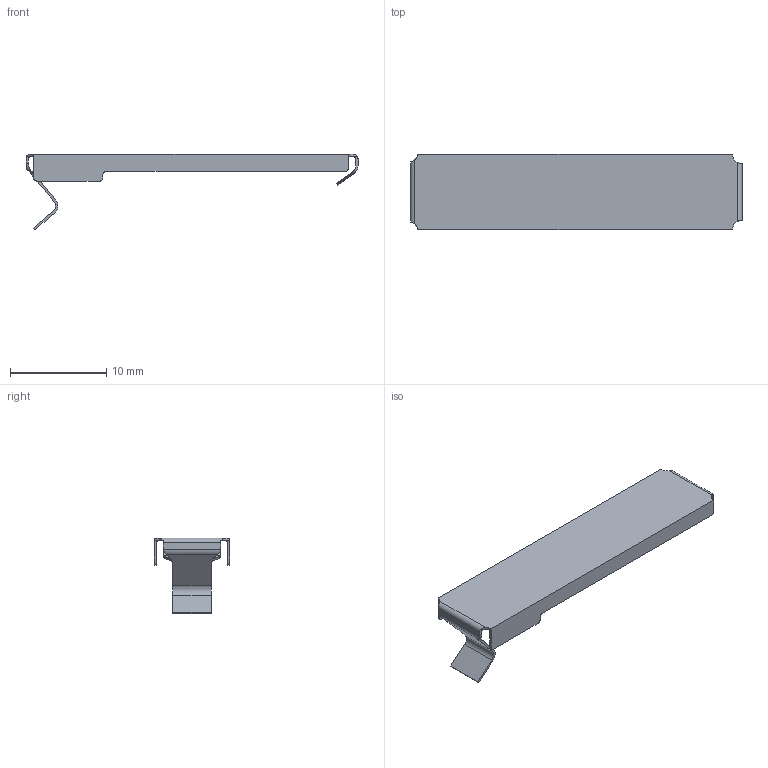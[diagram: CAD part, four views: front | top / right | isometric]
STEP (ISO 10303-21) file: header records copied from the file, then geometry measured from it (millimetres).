
FILE_DESCRIPTION(/* description */ ('STEP AP214'),/* implementation_level */ '2;1');
FILE_NAME(/* name */ '1007834.stp',/* time_stamp */ '2024-04-30T16:11:24+02:00',/* author */ ('b.steehouwer'),/* organization */ ('CADENAS'),/* preprocessor_version */ 'ST-DEVELOPER v18.1',/* originating_system */ 'Autodesk Inventor 2021',/* authorisation */ ' ');
FILE_SCHEMA (('CONFIG_CONTROL_DESIGN','AUTOMOTIVE_DESIGN { 1 0 10303 214 3 1 1 }'));
Length unit declared in the file: millimetre
Products named in the file (1): 1007834
Bounding box: 34.5 x 7.8 x 7.88 mm (x, y, z)
Volume: 105 mm3; surface area: 899.9 mm2
Topology: 1 solids, 1 shells, 69 faces, 201 edges, 134 vertices
Faces by surface type: plane 39, cylinder 30
Entity records: 2401 total; most frequent: CARTESIAN_POINT 485, ORIENTED_EDGE 402, DIRECTION 389, EDGE_CURVE 201, VERTEX_POINT 134, AXIS2_PLACEMENT_3D 130, LINE 129, VECTOR 129
